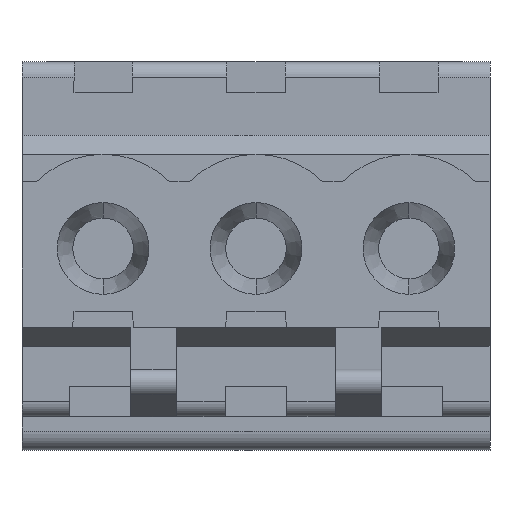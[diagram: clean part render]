
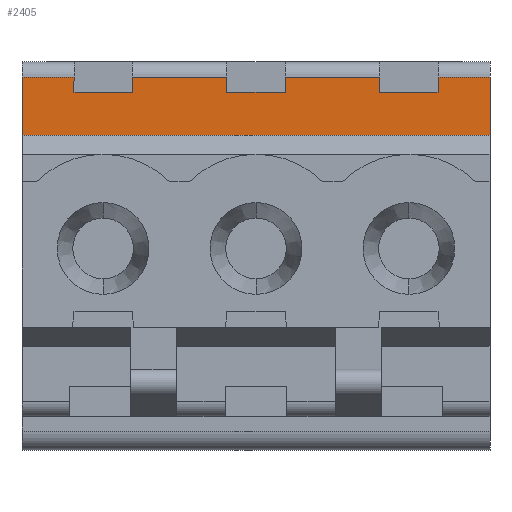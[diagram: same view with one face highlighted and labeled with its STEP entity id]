
A CAD part, front view. The second image highlights one B-rep face of the part: STEP entity #2405.
In plain terms, the highlighted planar face has unit normal (0, -1, 0).
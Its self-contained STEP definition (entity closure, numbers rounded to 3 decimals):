
#78 = ORIENTED_EDGE ( 'NONE', *, *, #280, .T. ) ;
#152 = EDGE_CURVE ( 'NONE', #2554, #4450, #5628, .T. ) ;
#234 = CARTESIAN_POINT ( 'NONE',  ( 13.6, 0., -1. ) ) ;
#271 = VERTEX_POINT ( 'NONE', #2925 ) ;
#280 = EDGE_CURVE ( 'NONE', #2394, #787, #2074, .T. ) ;
#281 = ORIENTED_EDGE ( 'NONE', *, *, #3100, .T. ) ;
#345 = EDGE_CURVE ( 'NONE', #2394, #5029, #5470, .T. ) ;
#366 = CARTESIAN_POINT ( 'NONE',  ( 1.7, 0., -1. ) ) ;
#440 = ORIENTED_EDGE ( 'NONE', *, *, #2042, .F. ) ;
#474 = CARTESIAN_POINT ( 'NONE',  ( 3.6, 0., -1. ) ) ;
#505 = ORIENTED_EDGE ( 'NONE', *, *, #6088, .T. ) ;
#625 = EDGE_CURVE ( 'NONE', #4334, #1107, #6478, .T. ) ;
#643 = ORIENTED_EDGE ( 'NONE', *, *, #3317, .F. ) ;
#672 = LINE ( 'NONE', #1354, #4885 ) ;
#700 = CARTESIAN_POINT ( 'NONE',  ( 8.6, 0., -1. ) ) ;
#726 = DIRECTION ( 'NONE',  ( -1., 0., 0. ) ) ;
#748 = EDGE_CURVE ( 'NONE', #4369, #983, #2089, .T. ) ;
#787 = VERTEX_POINT ( 'NONE', #5415 ) ;
#834 = VERTEX_POINT ( 'NONE', #5467 ) ;
#859 = VECTOR ( 'NONE', #5560, 1000. ) ;
#907 = CARTESIAN_POINT ( 'NONE',  ( 8.6, 0., -0.5 ) ) ;
#983 = VERTEX_POINT ( 'NONE', #907 ) ;
#1034 = ORIENTED_EDGE ( 'NONE', *, *, #748, .F. ) ;
#1066 = CARTESIAN_POINT ( 'NONE',  ( 11.7, 0., -1. ) ) ;
#1079 = ORIENTED_EDGE ( 'NONE', *, *, #152, .T. ) ;
#1087 = ORIENTED_EDGE ( 'NONE', *, *, #6036, .T. ) ;
#1107 = VERTEX_POINT ( 'NONE', #6149 ) ;
#1111 = DIRECTION ( 'NONE',  ( -1., 0., 0. ) ) ;
#1132 = CARTESIAN_POINT ( 'NONE',  ( 13.6, 0., -1. ) ) ;
#1171 = DIRECTION ( 'NONE',  ( 0., 0., 1. ) ) ;
#1215 = VECTOR ( 'NONE', #2739, 1000. ) ;
#1263 = ORIENTED_EDGE ( 'NONE', *, *, #625, .T. ) ;
#1335 = VECTOR ( 'NONE', #1616, 1000. ) ;
#1354 = CARTESIAN_POINT ( 'NONE',  ( 15.3, 0., -11.6 ) ) ;
#1489 = DIRECTION ( 'NONE',  ( 1., 0., 0. ) ) ;
#1500 = CARTESIAN_POINT ( 'NONE',  ( 0., 0., -11.6 ) ) ;
#1616 = DIRECTION ( 'NONE',  ( 0., 0., 1. ) ) ;
#1722 = EDGE_CURVE ( 'NONE', #5134, #4334, #2784, .T. ) ;
#1800 = DIRECTION ( 'NONE',  ( 1., 0., 0. ) ) ;
#1829 = EDGE_CURVE ( 'NONE', #4332, #834, #5114, .T. ) ;
#1857 = CARTESIAN_POINT ( 'NONE',  ( 6.7, 0., -1. ) ) ;
#1936 = CARTESIAN_POINT ( 'NONE',  ( 15.3, 0., -11.6 ) ) ;
#2025 = EDGE_CURVE ( 'NONE', #5029, #834, #3467, .T. ) ;
#2042 = EDGE_CURVE ( 'NONE', #4332, #4555, #672, .T. ) ;
#2074 = LINE ( 'NONE', #3138, #6285 ) ;
#2089 = LINE ( 'NONE', #700, #5495 ) ;
#2091 = VECTOR ( 'NONE', #1111, 1000. ) ;
#2102 = LINE ( 'NONE', #3603, #2091 ) ;
#2260 = CARTESIAN_POINT ( 'NONE',  ( 0., 0., -2.4 ) ) ;
#2261 = LINE ( 'NONE', #366, #859 ) ;
#2292 = ORIENTED_EDGE ( 'NONE', *, *, #5276, .F. ) ;
#2394 = VERTEX_POINT ( 'NONE', #1066 ) ;
#2405 = ADVANCED_FACE ( 'NONE', ( #2685 ), #3813, .F. ) ;
#2473 = VERTEX_POINT ( 'NONE', #2260 ) ;
#2501 = VECTOR ( 'NONE', #5875, 1000. ) ;
#2508 = CARTESIAN_POINT ( 'NONE',  ( 15.3, 0., -0.5 ) ) ;
#2546 = LINE ( 'NONE', #4713, #2501 ) ;
#2554 = VERTEX_POINT ( 'NONE', #5897 ) ;
#2647 = VECTOR ( 'NONE', #3081, 1000. ) ;
#2666 = LINE ( 'NONE', #1500, #2647 ) ;
#2685 = FACE_OUTER_BOUND ( 'NONE', #3680, .T. ) ;
#2739 = DIRECTION ( 'NONE',  ( 0., 0., 1. ) ) ;
#2784 = LINE ( 'NONE', #1857, #1335 ) ;
#2798 = DIRECTION ( 'NONE',  ( 1., 0., 0. ) ) ;
#2870 = ORIENTED_EDGE ( 'NONE', *, *, #6240, .T. ) ;
#2925 = CARTESIAN_POINT ( 'NONE',  ( 0., 0., -0.5 ) ) ;
#3002 = ORIENTED_EDGE ( 'NONE', *, *, #2025, .F. ) ;
#3034 = EDGE_CURVE ( 'NONE', #6722, #1107, #5201, .T. ) ;
#3081 = DIRECTION ( 'NONE',  ( 0., 0., -1. ) ) ;
#3100 = EDGE_CURVE ( 'NONE', #2473, #4555, #5682, .T. ) ;
#3138 = CARTESIAN_POINT ( 'NONE',  ( 11.7, 0., -1. ) ) ;
#3154 = ORIENTED_EDGE ( 'NONE', *, *, #3034, .F. ) ;
#3161 = ORIENTED_EDGE ( 'NONE', *, *, #345, .F. ) ;
#3224 = DIRECTION ( 'NONE',  ( 0., 1., 0. ) ) ;
#3317 = EDGE_CURVE ( 'NONE', #2554, #6722, #2261, .T. ) ;
#3398 = CARTESIAN_POINT ( 'NONE',  ( 1.7, 0., -0.5 ) ) ;
#3402 = CARTESIAN_POINT ( 'NONE',  ( 15.3, 0., -0.5 ) ) ;
#3441 = VECTOR ( 'NONE', #1800, 1000. ) ;
#3467 = LINE ( 'NONE', #234, #6308 ) ;
#3603 = CARTESIAN_POINT ( 'NONE',  ( 15.3, 0., -0.5 ) ) ;
#3680 = EDGE_LOOP ( 'NONE', ( #5949, #3002, #3161, #78, #2870, #1034, #2292, #6837, #1263, #3154, #643, #1079, #505, #1087, #281, #440 ) ) ;
#3806 = DIRECTION ( 'NONE',  ( -1., 0., 0. ) ) ;
#3813 = PLANE ( 'NONE',  #4149 ) ;
#4066 = CARTESIAN_POINT ( 'NONE',  ( 1.7, 0., -1. ) ) ;
#4126 = CARTESIAN_POINT ( 'NONE',  ( -6.946, 0., -2.4 ) ) ;
#4149 = AXIS2_PLACEMENT_3D ( 'NONE', #1936, #3224, #4699 ) ;
#4315 = VECTOR ( 'NONE', #1489, 1000. ) ;
#4332 = VERTEX_POINT ( 'NONE', #2508 ) ;
#4334 = VERTEX_POINT ( 'NONE', #4507 ) ;
#4369 = VERTEX_POINT ( 'NONE', #4611 ) ;
#4450 = VERTEX_POINT ( 'NONE', #3398 ) ;
#4455 = CARTESIAN_POINT ( 'NONE',  ( 6.7, 0., -1. ) ) ;
#4467 = LINE ( 'NONE', #4455, #4315 ) ;
#4507 = CARTESIAN_POINT ( 'NONE',  ( 6.7, 0., -0.5 ) ) ;
#4555 = VERTEX_POINT ( 'NONE', #5672 ) ;
#4611 = CARTESIAN_POINT ( 'NONE',  ( 8.6, 0., -1. ) ) ;
#4699 = DIRECTION ( 'NONE',  ( 0., 0., 1. ) ) ;
#4713 = CARTESIAN_POINT ( 'NONE',  ( 15.3, 0., -0.5 ) ) ;
#4885 = VECTOR ( 'NONE', #5039, 1000. ) ;
#4908 = CARTESIAN_POINT ( 'NONE',  ( 11.7, 0., -1. ) ) ;
#5029 = VERTEX_POINT ( 'NONE', #1132 ) ;
#5039 = DIRECTION ( 'NONE',  ( 0., 0., -1. ) ) ;
#5058 = CARTESIAN_POINT ( 'NONE',  ( 3.6, 0., -1. ) ) ;
#5114 = LINE ( 'NONE', #5205, #5764 ) ;
#5134 = VERTEX_POINT ( 'NONE', #6841 ) ;
#5201 = LINE ( 'NONE', #474, #1215 ) ;
#5205 = CARTESIAN_POINT ( 'NONE',  ( 15.3, 0., -0.5 ) ) ;
#5276 = EDGE_CURVE ( 'NONE', #5134, #4369, #4467, .T. ) ;
#5378 = DIRECTION ( 'NONE',  ( 0., 0., 1. ) ) ;
#5415 = CARTESIAN_POINT ( 'NONE',  ( 11.7, 0., -0.5 ) ) ;
#5467 = CARTESIAN_POINT ( 'NONE',  ( 13.6, 0., -0.5 ) ) ;
#5470 = LINE ( 'NONE', #4908, #5693 ) ;
#5495 = VECTOR ( 'NONE', #1171, 1000. ) ;
#5560 = DIRECTION ( 'NONE',  ( 1., 0., 0. ) ) ;
#5628 = LINE ( 'NONE', #4066, #6312 ) ;
#5672 = CARTESIAN_POINT ( 'NONE',  ( 15.3, 0., -2.4 ) ) ;
#5682 = LINE ( 'NONE', #4126, #3441 ) ;
#5693 = VECTOR ( 'NONE', #2798, 1000. ) ;
#5764 = VECTOR ( 'NONE', #3806, 1000. ) ;
#5838 = DIRECTION ( 'NONE',  ( 0., 0., 1. ) ) ;
#5875 = DIRECTION ( 'NONE',  ( -1., 0., 0. ) ) ;
#5897 = CARTESIAN_POINT ( 'NONE',  ( 1.7, 0., -1. ) ) ;
#5949 = ORIENTED_EDGE ( 'NONE', *, *, #1829, .T. ) ;
#6036 = EDGE_CURVE ( 'NONE', #271, #2473, #2666, .T. ) ;
#6063 = VECTOR ( 'NONE', #726, 1000. ) ;
#6088 = EDGE_CURVE ( 'NONE', #4450, #271, #2546, .T. ) ;
#6149 = CARTESIAN_POINT ( 'NONE',  ( 3.6, 0., -0.5 ) ) ;
#6240 = EDGE_CURVE ( 'NONE', #787, #983, #2102, .T. ) ;
#6285 = VECTOR ( 'NONE', #5838, 1000. ) ;
#6308 = VECTOR ( 'NONE', #5378, 1000. ) ;
#6312 = VECTOR ( 'NONE', #6561, 1000. ) ;
#6478 = LINE ( 'NONE', #3402, #6063 ) ;
#6561 = DIRECTION ( 'NONE',  ( 0., 0., 1. ) ) ;
#6722 = VERTEX_POINT ( 'NONE', #5058 ) ;
#6837 = ORIENTED_EDGE ( 'NONE', *, *, #1722, .T. ) ;
#6841 = CARTESIAN_POINT ( 'NONE',  ( 6.7, 0., -1. ) ) ;
